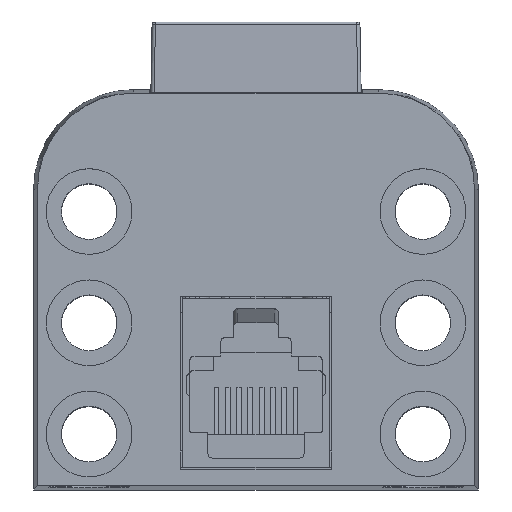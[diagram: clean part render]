
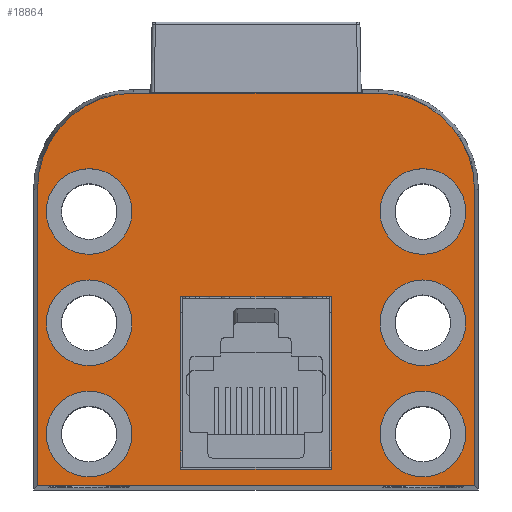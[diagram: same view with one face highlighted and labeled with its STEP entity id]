
A CAD part, top view. The second image highlights one B-rep face of the part: STEP entity #18864.
In plain terms, the highlighted face is planar.
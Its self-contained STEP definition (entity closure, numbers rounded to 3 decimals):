
#14417=DIRECTION('',(0.,0.,1.));
#14418=VECTOR('',#14417,39.295);
#14419=CARTESIAN_POINT('',(-17.647,0.,-19.647));
#14420=LINE('',#14419,#14418);
#14424=DIRECTION('',(1.,0.,0.));
#14425=VECTOR('',#14424,26.647);
#14426=CARTESIAN_POINT('',(-17.647,0.,19.647));
#14427=LINE('',#14426,#14425);
#14431=CARTESIAN_POINT('',(9.,0.,11.));
#14432=DIRECTION('',(0.,1.,0.));
#14433=DIRECTION('',(0.,0.,1.));
#14434=AXIS2_PLACEMENT_3D('',#14431,#14432,#14433);
#14439=DIRECTION('',(0.,0.,-1.));
#14440=VECTOR('',#14439,22.);
#14441=CARTESIAN_POINT('',(17.647,0.,11.));
#14442=LINE('',#14441,#14440);
#14446=CARTESIAN_POINT('',(9.,0.,-11.));
#14447=DIRECTION('',(0.,1.,0.));
#14448=DIRECTION('',(1.,0.,0.));
#14449=AXIS2_PLACEMENT_3D('',#14446,#14447,#14448);
#14454=CARTESIAN_POINT('',(-3.,0.,-15.));
#14455=DIRECTION('',(0.,1.,0.));
#14456=DIRECTION('',(-1.,0.,0.));
#14457=AXIS2_PLACEMENT_3D('',#14454,#14455,#14456);
#14462=CARTESIAN_POINT('',(-3.,0.,-15.));
#14463=DIRECTION('',(0.,1.,0.));
#14464=DIRECTION('',(1.,0.,0.));
#14465=AXIS2_PLACEMENT_3D('',#14462,#14463,#14464);
#14470=CARTESIAN_POINT('',(7.,0.,15.));
#14471=DIRECTION('',(0.,1.,0.));
#14472=DIRECTION('',(-1.,0.,0.));
#14473=AXIS2_PLACEMENT_3D('',#14470,#14471,#14472);
#14478=CARTESIAN_POINT('',(7.,0.,15.));
#14479=DIRECTION('',(0.,1.,0.));
#14480=DIRECTION('',(1.,0.,0.));
#14481=AXIS2_PLACEMENT_3D('',#14478,#14479,#14480);
#14486=CARTESIAN_POINT('',(7.,0.,-15.));
#14487=DIRECTION('',(0.,1.,0.));
#14488=DIRECTION('',(-1.,0.,0.));
#14489=AXIS2_PLACEMENT_3D('',#14486,#14487,#14488);
#14494=CARTESIAN_POINT('',(7.,0.,-15.));
#14495=DIRECTION('',(0.,1.,0.));
#14496=DIRECTION('',(1.,0.,0.));
#14497=AXIS2_PLACEMENT_3D('',#14494,#14495,#14496);
#14502=CARTESIAN_POINT('',(-3.,0.,15.));
#14503=DIRECTION('',(0.,1.,0.));
#14504=DIRECTION('',(-1.,0.,0.));
#14505=AXIS2_PLACEMENT_3D('',#14502,#14503,#14504);
#14510=CARTESIAN_POINT('',(-3.,0.,15.));
#14511=DIRECTION('',(0.,1.,0.));
#14512=DIRECTION('',(1.,0.,0.));
#14513=AXIS2_PLACEMENT_3D('',#14510,#14511,#14512);
#14518=CARTESIAN_POINT('',(-13.,0.,15.));
#14519=DIRECTION('',(0.,1.,0.));
#14520=DIRECTION('',(-1.,0.,0.));
#14521=AXIS2_PLACEMENT_3D('',#14518,#14519,#14520);
#14526=CARTESIAN_POINT('',(-13.,0.,15.));
#14527=DIRECTION('',(0.,1.,0.));
#14528=DIRECTION('',(1.,0.,0.));
#14529=AXIS2_PLACEMENT_3D('',#14526,#14527,#14528);
#14534=CARTESIAN_POINT('',(-13.,0.,-15.));
#14535=DIRECTION('',(0.,1.,0.));
#14536=DIRECTION('',(-1.,0.,0.));
#14537=AXIS2_PLACEMENT_3D('',#14534,#14535,#14536);
#14542=CARTESIAN_POINT('',(-13.,0.,-15.));
#14543=DIRECTION('',(0.,1.,0.));
#14544=DIRECTION('',(1.,0.,0.));
#14545=AXIS2_PLACEMENT_3D('',#14542,#14543,#14544);
#14550=DIRECTION('',(0.,0.,1.));
#14551=VECTOR('',#14550,13.5);
#14552=CARTESIAN_POINT('',(-0.66,0.,-6.75));
#14553=LINE('',#14552,#14551);
#14557=DIRECTION('',(-1.,0.,0.));
#14558=VECTOR('',#14557,15.49);
#14559=CARTESIAN_POINT('',(-0.66,0.,6.75));
#14560=LINE('',#14559,#14558);
#14564=DIRECTION('',(1.,0.,0.));
#14565=VECTOR('',#14564,15.49);
#14566=CARTESIAN_POINT('',(-16.15,0.,-6.75));
#14567=LINE('',#14566,#14565);
#14571=DIRECTION('',(1.,0.,0.));
#14572=VECTOR('',#14571,26.647);
#14573=CARTESIAN_POINT('',(-17.647,0.,-19.647));
#14574=LINE('',#14573,#14572);
#14961=DIRECTION('',(0.,0.,1.));
#14962=VECTOR('',#14961,13.5);
#14963=CARTESIAN_POINT('',(-16.15,0.,-6.75));
#14964=LINE('',#14963,#14962);
#18261=CARTESIAN_POINT('',(-9.15,0.,15.));
#18263=VERTEX_POINT('',#18261);
#18265=CARTESIAN_POINT('',(-16.85,0.,15.));
#18267=VERTEX_POINT('',#18265);
#18293=CARTESIAN_POINT('',(-9.15,0.,-15.));
#18295=VERTEX_POINT('',#18293);
#18297=CARTESIAN_POINT('',(-16.85,0.,-15.));
#18299=VERTEX_POINT('',#18297);
#18317=CARTESIAN_POINT('',(0.85,0.,15.));
#18319=VERTEX_POINT('',#18317);
#18321=CARTESIAN_POINT('',(-6.85,0.,15.));
#18323=VERTEX_POINT('',#18321);
#18365=CARTESIAN_POINT('',(10.85,0.,15.));
#18367=VERTEX_POINT('',#18365);
#18369=CARTESIAN_POINT('',(3.15,0.,15.));
#18371=VERTEX_POINT('',#18369);
#18373=CARTESIAN_POINT('',(0.85,0.,-15.));
#18375=VERTEX_POINT('',#18373);
#18377=CARTESIAN_POINT('',(-6.85,0.,-15.));
#18379=VERTEX_POINT('',#18377);
#18381=CARTESIAN_POINT('',(10.85,0.,-15.));
#18383=VERTEX_POINT('',#18381);
#18385=CARTESIAN_POINT('',(3.15,0.,-15.));
#18387=VERTEX_POINT('',#18385);
#18413=CARTESIAN_POINT('',(17.647,0.,11.));
#18414=CARTESIAN_POINT('',(17.647,0.,-11.));
#18415=VERTEX_POINT('',#18413);
#18416=VERTEX_POINT('',#18414);
#18417=CARTESIAN_POINT('',(9.,0.,19.647));
#18418=VERTEX_POINT('',#18417);
#18419=CARTESIAN_POINT('',(9.,0.,-19.647));
#18420=VERTEX_POINT('',#18419);
#18421=CARTESIAN_POINT('',(-17.647,0.,19.647));
#18423=VERTEX_POINT('',#18421);
#18425=CARTESIAN_POINT('',(-17.647,0.,-19.647));
#18427=VERTEX_POINT('',#18425);
#18621=CARTESIAN_POINT('',(-0.66,0.,-6.75));
#18622=CARTESIAN_POINT('',(-0.66,0.,6.75));
#18623=VERTEX_POINT('',#18621);
#18624=VERTEX_POINT('',#18622);
#18625=CARTESIAN_POINT('',(-16.15,0.,6.75));
#18626=VERTEX_POINT('',#18625);
#18627=CARTESIAN_POINT('',(-16.15,0.,-6.75));
#18628=VERTEX_POINT('',#18627);
#18800=CARTESIAN_POINT('',(0.,0.,0.));
#18801=DIRECTION('',(0.,1.,0.));
#18802=DIRECTION('',(0.,0.,1.));
#18803=AXIS2_PLACEMENT_3D('',#18800,#18801,#18802);
#18804=PLANE('',#18803);
#18806=ORIENTED_EDGE('',*,*,#18805,.F.);
#18807=ORIENTED_EDGE('',*,*,#18778,.T.);
#18809=ORIENTED_EDGE('',*,*,#18808,.T.);
#18811=ORIENTED_EDGE('',*,*,#18810,.T.);
#18813=ORIENTED_EDGE('',*,*,#18812,.T.);
#18815=ORIENTED_EDGE('',*,*,#18814,.T.);
#18816=EDGE_LOOP('',(#18806,#18807,#18809,#18811,#18813,#18815));
#18817=FACE_OUTER_BOUND('',#18816,.F.);
#18819=ORIENTED_EDGE('',*,*,#18818,.F.);
#18821=ORIENTED_EDGE('',*,*,#18820,.F.);
#18822=EDGE_LOOP('',(#18819,#18821));
#18823=FACE_BOUND('',#18822,.F.);
#18825=ORIENTED_EDGE('',*,*,#18824,.F.);
#18827=ORIENTED_EDGE('',*,*,#18826,.F.);
#18828=EDGE_LOOP('',(#18825,#18827));
#18829=FACE_BOUND('',#18828,.F.);
#18831=ORIENTED_EDGE('',*,*,#18830,.F.);
#18833=ORIENTED_EDGE('',*,*,#18832,.F.);
#18834=EDGE_LOOP('',(#18831,#18833));
#18835=FACE_BOUND('',#18834,.F.);
#18837=ORIENTED_EDGE('',*,*,#18836,.F.);
#18839=ORIENTED_EDGE('',*,*,#18838,.F.);
#18840=EDGE_LOOP('',(#18837,#18839));
#18841=FACE_BOUND('',#18840,.F.);
#18843=ORIENTED_EDGE('',*,*,#18842,.F.);
#18845=ORIENTED_EDGE('',*,*,#18844,.F.);
#18846=EDGE_LOOP('',(#18843,#18845));
#18847=FACE_BOUND('',#18846,.F.);
#18849=ORIENTED_EDGE('',*,*,#18848,.F.);
#18851=ORIENTED_EDGE('',*,*,#18850,.F.);
#18852=EDGE_LOOP('',(#18849,#18851));
#18853=FACE_BOUND('',#18852,.F.);
#18855=ORIENTED_EDGE('',*,*,#18854,.T.);
#18857=ORIENTED_EDGE('',*,*,#18856,.T.);
#18859=ORIENTED_EDGE('',*,*,#18858,.F.);
#18861=ORIENTED_EDGE('',*,*,#18860,.T.);
#18862=EDGE_LOOP('',(#18855,#18857,#18859,#18861));
#18863=FACE_BOUND('',#18862,.F.);
#14435=CIRCLE('',#14434,8.647);
#14450=CIRCLE('',#14449,8.647);
#14458=CIRCLE('',#14457,3.85);
#14466=CIRCLE('',#14465,3.85);
#14474=CIRCLE('',#14473,3.85);
#14482=CIRCLE('',#14481,3.85);
#14490=CIRCLE('',#14489,3.85);
#14498=CIRCLE('',#14497,3.85);
#14506=CIRCLE('',#14505,3.85);
#14514=CIRCLE('',#14513,3.85);
#14522=CIRCLE('',#14521,3.85);
#14530=CIRCLE('',#14529,3.85);
#14538=CIRCLE('',#14537,3.85);
#14546=CIRCLE('',#14545,3.85);
#18778=EDGE_CURVE('',#18427,#18423,#14420,.T.);
#18805=EDGE_CURVE('',#18427,#18420,#14574,.T.);
#18808=EDGE_CURVE('',#18423,#18418,#14427,.T.);
#18810=EDGE_CURVE('',#18418,#18415,#14435,.T.);
#18812=EDGE_CURVE('',#18415,#18416,#14442,.T.);
#18814=EDGE_CURVE('',#18416,#18420,#14450,.T.);
#18818=EDGE_CURVE('',#18379,#18375,#14458,.T.);
#18820=EDGE_CURVE('',#18375,#18379,#14466,.T.);
#18824=EDGE_CURVE('',#18371,#18367,#14474,.T.);
#18826=EDGE_CURVE('',#18367,#18371,#14482,.T.);
#18830=EDGE_CURVE('',#18387,#18383,#14490,.T.);
#18832=EDGE_CURVE('',#18383,#18387,#14498,.T.);
#18836=EDGE_CURVE('',#18323,#18319,#14506,.T.);
#18838=EDGE_CURVE('',#18319,#18323,#14514,.T.);
#18842=EDGE_CURVE('',#18267,#18263,#14522,.T.);
#18844=EDGE_CURVE('',#18263,#18267,#14530,.T.);
#18848=EDGE_CURVE('',#18299,#18295,#14538,.T.);
#18850=EDGE_CURVE('',#18295,#18299,#14546,.T.);
#18854=EDGE_CURVE('',#18623,#18624,#14553,.T.);
#18856=EDGE_CURVE('',#18624,#18626,#14560,.T.);
#18858=EDGE_CURVE('',#18628,#18626,#14964,.T.);
#18860=EDGE_CURVE('',#18628,#18623,#14567,.T.);
#18864=ADVANCED_FACE('',(#18817,#18823,#18829,#18835,#18841,#18847,#18853,
#18863),#18804,.F.);
